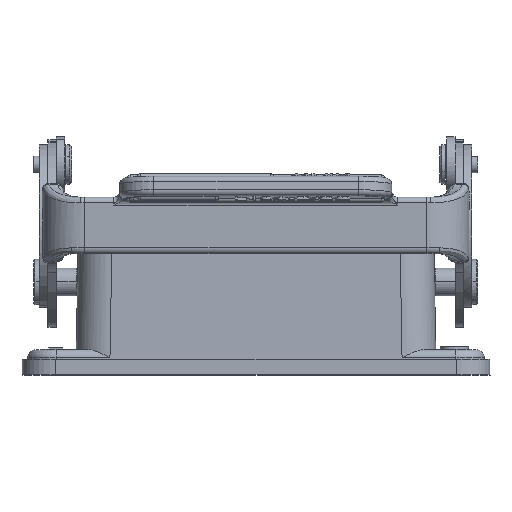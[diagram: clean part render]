
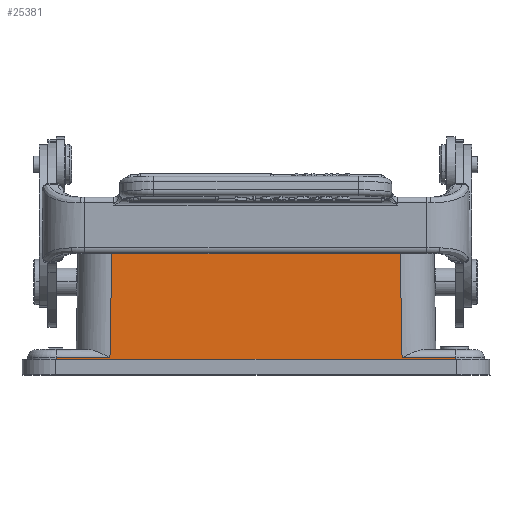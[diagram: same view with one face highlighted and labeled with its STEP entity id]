
A CAD part, top view. The second image highlights one B-rep face of the part: STEP entity #25381.
In plain terms, the highlighted planar face has unit normal (0, 0.018, 1).
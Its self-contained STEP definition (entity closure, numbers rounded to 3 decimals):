
#5821=CARTESIAN_POINT('',(66.007,24.741,
-0.432));
#5840=CARTESIAN_POINT('',(66.403,2.062,
-0.036));
#6271=DIRECTION('',(-1.,0.,0.));
#6272=VECTOR('',#6271,9.563);
#6273=CARTESIAN_POINT('',(14.599,2.062,
-0.036));
#6274=LINE('',#6273,#6272);
#6296=DIRECTION('',(0.017,1.,-0.017));
#6297=VECTOR('',#6296,2.027);
#6298=CARTESIAN_POINT('',(5.,0.036,
-0.001));
#6299=LINE('',#6298,#6297);
#6300=DIRECTION('',(0.017,1.,-0.017));
#6301=VECTOR('',#6300,22.686);
#6302=CARTESIAN_POINT('',(14.599,2.062,
-0.036));
#6303=LINE('',#6302,#6301);
#6304=DIRECTION('',(0.017,-1.,0.017));
#6305=VECTOR('',#6304,22.686);
#6306=CARTESIAN_POINT('',(66.007,24.741,
-0.432));
#6307=LINE('',#6306,#6305);
#6308=DIRECTION('',(0.017,-1.,0.017));
#6309=VECTOR('',#6308,2.027);
#6310=CARTESIAN_POINT('',(75.966,2.062,
-0.036));
#6311=LINE('',#6310,#6309);
#6312=DIRECTION('',(1.,0.,0.));
#6313=VECTOR('',#6312,71.001);
#6314=CARTESIAN_POINT('',(5.,0.036,
-0.001));
#6315=LINE('',#6314,#6313);
#7700=DIRECTION('',(-1.,0.,0.));
#7701=VECTOR('',#7700,51.012);
#7702=CARTESIAN_POINT('',(66.007,24.741,
-0.432));
#7703=LINE('',#7702,#7701);
#8700=DIRECTION('',(-1.,0.,0.));
#8701=VECTOR('',#8700,9.563);
#8702=CARTESIAN_POINT('',(75.966,2.062,
-0.036));
#8703=LINE('',#8702,#8701);
#13371=VERTEX_POINT('',#5821);
#13375=VERTEX_POINT('',#5840);
#13454=CARTESIAN_POINT('',(14.599,2.062,
-0.036));
#13455=CARTESIAN_POINT('',(5.035,2.062,
-0.036));
#13456=VERTEX_POINT('',#13454);
#13457=VERTEX_POINT('',#13455);
#13458=CARTESIAN_POINT('',(5.,0.036,
-0.001));
#13459=CARTESIAN_POINT('',(76.001,0.036,
-0.001));
#13460=VERTEX_POINT('',#13458);
#13461=VERTEX_POINT('',#13459);
#13462=CARTESIAN_POINT('',(14.995,24.741,
-0.432));
#13463=VERTEX_POINT('',#13462);
#13464=CARTESIAN_POINT('',(75.966,2.062,
-0.036));
#13465=VERTEX_POINT('',#13464);
#25360=CARTESIAN_POINT('',(40.501,12.389,
-0.216));
#25361=DIRECTION('',(0.,0.017,1.));
#25362=DIRECTION('',(1.,0.,0.));
#25363=AXIS2_PLACEMENT_3D('',#25360,#25361,#25362);
#25364=PLANE('',#25363);
#25366=ORIENTED_EDGE('',*,*,#25365,.F.);
#25368=ORIENTED_EDGE('',*,*,#25367,.T.);
#25369=ORIENTED_EDGE('',*,*,#25350,.F.);
#25371=ORIENTED_EDGE('',*,*,#25370,.T.);
#25373=ORIENTED_EDGE('',*,*,#25372,.F.);
#25374=ORIENTED_EDGE('',*,*,#25029,.T.);
#25376=ORIENTED_EDGE('',*,*,#25375,.F.);
#25378=ORIENTED_EDGE('',*,*,#25377,.T.);
#25379=EDGE_LOOP('',(#25366,#25368,#25369,#25371,#25373,#25374,#25376,#25378));
#25380=FACE_OUTER_BOUND('',#25379,.F.);
#25381=ADVANCED_FACE('',(#25380),#25364,.T.);
#25029=EDGE_CURVE('',#13371,#13375,#6307,.T.);
#25350=EDGE_CURVE('',#13456,#13457,#6274,.T.);
#25365=EDGE_CURVE('',#13460,#13461,#6315,.T.);
#25367=EDGE_CURVE('',#13460,#13457,#6299,.T.);
#25370=EDGE_CURVE('',#13456,#13463,#6303,.T.);
#25372=EDGE_CURVE('',#13371,#13463,#7703,.T.);
#25375=EDGE_CURVE('',#13465,#13375,#8703,.T.);
#25377=EDGE_CURVE('',#13465,#13461,#6311,.T.);
